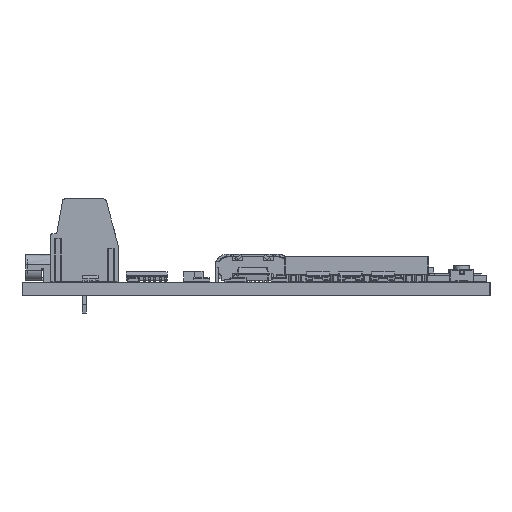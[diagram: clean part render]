
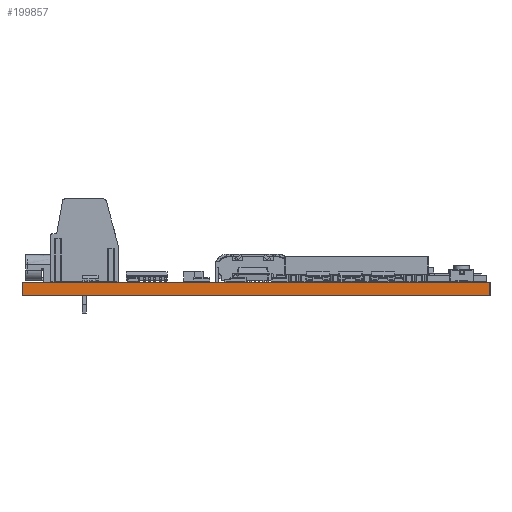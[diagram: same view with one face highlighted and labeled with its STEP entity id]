
A CAD part, left-side view. The second image highlights one B-rep face of the part: STEP entity #199857.
In plain terms, the highlighted planar face has unit normal (-1, 0, 0).
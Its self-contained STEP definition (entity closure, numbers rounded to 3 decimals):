
#199857 = ADVANCED_FACE('',(#199858),#199872,.F.);
#199858 = FACE_BOUND('',#199859,.F.);
#199859 = EDGE_LOOP('',(#199860,#199895,#199923,#199951));
#199860 = ORIENTED_EDGE('',*,*,#199861,.T.);
#199861 = EDGE_CURVE('',#199862,#199864,#199866,.T.);
#199862 = VERTEX_POINT('',#199863);
#199863 = CARTESIAN_POINT('',(104.648,-73.787,0.));
#199864 = VERTEX_POINT('',#199865);
#199865 = CARTESIAN_POINT('',(104.648,-73.787,1.6));
#199866 = SURFACE_CURVE('',#199867,(#199871,#199883),.PCURVE_S1.);
#199867 = LINE('',#199868,#199869);
#199868 = CARTESIAN_POINT('',(104.648,-73.787,0.));
#199869 = VECTOR('',#199870,1.);
#199870 = DIRECTION('',(0.,0.,1.));
#199871 = PCURVE('',#199872,#199877);
#199872 = PLANE('',#199873);
#199873 = AXIS2_PLACEMENT_3D('',#199874,#199875,#199876);
#199874 = CARTESIAN_POINT('',(104.648,-73.787,0.));
#199875 = DIRECTION('',(1.,0.,-0.));
#199876 = DIRECTION('',(0.,-1.,0.));
#199877 = DEFINITIONAL_REPRESENTATION('',(#199878),#199882);
#199878 = LINE('',#199879,#199880);
#199879 = CARTESIAN_POINT('',(0.,0.));
#199880 = VECTOR('',#199881,1.);
#199881 = DIRECTION('',(0.,-1.));
#199882 = ( GEOMETRIC_REPRESENTATION_CONTEXT(2) 
PARAMETRIC_REPRESENTATION_CONTEXT() REPRESENTATION_CONTEXT('2D SPACE',''
  ) );
#199883 = PCURVE('',#199884,#199889);
#199884 = PLANE('',#199885);
#199885 = AXIS2_PLACEMENT_3D('',#199886,#199887,#199888);
#199886 = CARTESIAN_POINT('',(191.008,-73.787,0.));
#199887 = DIRECTION('',(0.,-1.,0.));
#199888 = DIRECTION('',(-1.,0.,0.));
#199889 = DEFINITIONAL_REPRESENTATION('',(#199890),#199894);
#199890 = LINE('',#199891,#199892);
#199891 = CARTESIAN_POINT('',(86.36,0.));
#199892 = VECTOR('',#199893,1.);
#199893 = DIRECTION('',(0.,-1.));
#199894 = ( GEOMETRIC_REPRESENTATION_CONTEXT(2) 
PARAMETRIC_REPRESENTATION_CONTEXT() REPRESENTATION_CONTEXT('2D SPACE',''
  ) );
#199895 = ORIENTED_EDGE('',*,*,#199896,.T.);
#199896 = EDGE_CURVE('',#199864,#199897,#199899,.T.);
#199897 = VERTEX_POINT('',#199898);
#199898 = CARTESIAN_POINT('',(104.648,-130.429,1.6));
#199899 = SURFACE_CURVE('',#199900,(#199904,#199911),.PCURVE_S1.);
#199900 = LINE('',#199901,#199902);
#199901 = CARTESIAN_POINT('',(104.648,-73.787,1.6));
#199902 = VECTOR('',#199903,1.);
#199903 = DIRECTION('',(0.,-1.,0.));
#199904 = PCURVE('',#199872,#199905);
#199905 = DEFINITIONAL_REPRESENTATION('',(#199906),#199910);
#199906 = LINE('',#199907,#199908);
#199907 = CARTESIAN_POINT('',(0.,-1.6));
#199908 = VECTOR('',#199909,1.);
#199909 = DIRECTION('',(1.,0.));
#199910 = ( GEOMETRIC_REPRESENTATION_CONTEXT(2) 
PARAMETRIC_REPRESENTATION_CONTEXT() REPRESENTATION_CONTEXT('2D SPACE',''
  ) );
#199911 = PCURVE('',#199912,#199917);
#199912 = PLANE('',#199913);
#199913 = AXIS2_PLACEMENT_3D('',#199914,#199915,#199916);
#199914 = CARTESIAN_POINT('',(147.828,-102.108,1.6));
#199915 = DIRECTION('',(0.,0.,1.));
#199916 = DIRECTION('',(1.,0.,-0.));
#199917 = DEFINITIONAL_REPRESENTATION('',(#199918),#199922);
#199918 = LINE('',#199919,#199920);
#199919 = CARTESIAN_POINT('',(-43.18,28.321));
#199920 = VECTOR('',#199921,1.);
#199921 = DIRECTION('',(0.,-1.));
#199922 = ( GEOMETRIC_REPRESENTATION_CONTEXT(2) 
PARAMETRIC_REPRESENTATION_CONTEXT() REPRESENTATION_CONTEXT('2D SPACE',''
  ) );
#199923 = ORIENTED_EDGE('',*,*,#199924,.F.);
#199924 = EDGE_CURVE('',#199925,#199897,#199927,.T.);
#199925 = VERTEX_POINT('',#199926);
#199926 = CARTESIAN_POINT('',(104.648,-130.429,0.));
#199927 = SURFACE_CURVE('',#199928,(#199932,#199939),.PCURVE_S1.);
#199928 = LINE('',#199929,#199930);
#199929 = CARTESIAN_POINT('',(104.648,-130.429,0.));
#199930 = VECTOR('',#199931,1.);
#199931 = DIRECTION('',(0.,0.,1.));
#199932 = PCURVE('',#199872,#199933);
#199933 = DEFINITIONAL_REPRESENTATION('',(#199934),#199938);
#199934 = LINE('',#199935,#199936);
#199935 = CARTESIAN_POINT('',(56.642,0.));
#199936 = VECTOR('',#199937,1.);
#199937 = DIRECTION('',(0.,-1.));
#199938 = ( GEOMETRIC_REPRESENTATION_CONTEXT(2) 
PARAMETRIC_REPRESENTATION_CONTEXT() REPRESENTATION_CONTEXT('2D SPACE',''
  ) );
#199939 = PCURVE('',#199940,#199945);
#199940 = PLANE('',#199941);
#199941 = AXIS2_PLACEMENT_3D('',#199942,#199943,#199944);
#199942 = CARTESIAN_POINT('',(104.648,-130.429,0.));
#199943 = DIRECTION('',(0.,1.,0.));
#199944 = DIRECTION('',(1.,0.,0.));
#199945 = DEFINITIONAL_REPRESENTATION('',(#199946),#199950);
#199946 = LINE('',#199947,#199948);
#199947 = CARTESIAN_POINT('',(0.,0.));
#199948 = VECTOR('',#199949,1.);
#199949 = DIRECTION('',(0.,-1.));
#199950 = ( GEOMETRIC_REPRESENTATION_CONTEXT(2) 
PARAMETRIC_REPRESENTATION_CONTEXT() REPRESENTATION_CONTEXT('2D SPACE',''
  ) );
#199951 = ORIENTED_EDGE('',*,*,#199952,.F.);
#199952 = EDGE_CURVE('',#199862,#199925,#199953,.T.);
#199953 = SURFACE_CURVE('',#199954,(#199958,#199965),.PCURVE_S1.);
#199954 = LINE('',#199955,#199956);
#199955 = CARTESIAN_POINT('',(104.648,-73.787,0.));
#199956 = VECTOR('',#199957,1.);
#199957 = DIRECTION('',(0.,-1.,0.));
#199958 = PCURVE('',#199872,#199959);
#199959 = DEFINITIONAL_REPRESENTATION('',(#199960),#199964);
#199960 = LINE('',#199961,#199962);
#199961 = CARTESIAN_POINT('',(0.,0.));
#199962 = VECTOR('',#199963,1.);
#199963 = DIRECTION('',(1.,0.));
#199964 = ( GEOMETRIC_REPRESENTATION_CONTEXT(2) 
PARAMETRIC_REPRESENTATION_CONTEXT() REPRESENTATION_CONTEXT('2D SPACE',''
  ) );
#199965 = PCURVE('',#199966,#199971);
#199966 = PLANE('',#199967);
#199967 = AXIS2_PLACEMENT_3D('',#199968,#199969,#199970);
#199968 = CARTESIAN_POINT('',(147.828,-102.108,0.));
#199969 = DIRECTION('',(0.,0.,1.));
#199970 = DIRECTION('',(1.,0.,-0.));
#199971 = DEFINITIONAL_REPRESENTATION('',(#199972),#199976);
#199972 = LINE('',#199973,#199974);
#199973 = CARTESIAN_POINT('',(-43.18,28.321));
#199974 = VECTOR('',#199975,1.);
#199975 = DIRECTION('',(0.,-1.));
#199976 = ( GEOMETRIC_REPRESENTATION_CONTEXT(2) 
PARAMETRIC_REPRESENTATION_CONTEXT() REPRESENTATION_CONTEXT('2D SPACE',''
  ) );
